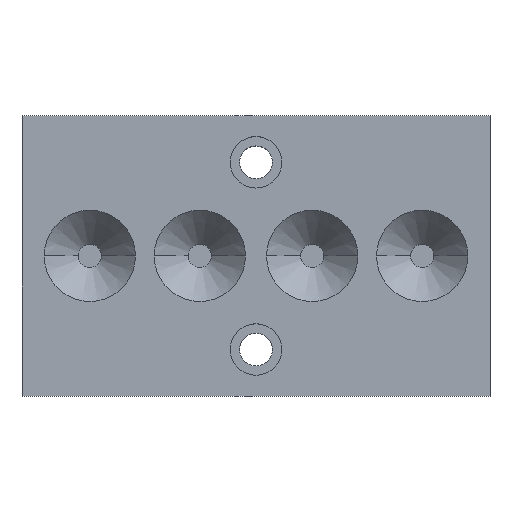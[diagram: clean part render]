
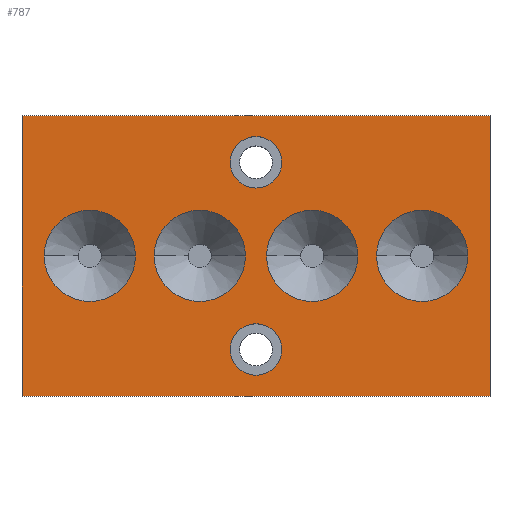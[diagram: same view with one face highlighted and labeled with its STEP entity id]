
A CAD part, top view. The second image highlights one B-rep face of the part: STEP entity #787.
In plain terms, the highlighted planar face has unit normal (0, 0, 1).
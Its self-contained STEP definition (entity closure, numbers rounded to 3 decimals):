
#420=CARTESIAN_POINT('POINT31',(-5330.,-600.,
   -9430.));
#421=VERTEX_POINT('VERTEX31',#420);
#428=CARTESIAN_POINT('POINT32',(-5330.,600.,
   -9430.));
#429=VERTEX_POINT('VERTEX32',#428);
#430=CARTESIAN_POINT('POS43',(-5330.,0.,-9430.
   ));
#431=DIRECTION('DIR68',(0.,1.,0.));
#432=VECTOR('VEC18',#431,25.4);
#433=LINE('STRAIGHT18',#430,#432);
#434=EDGE_CURVE('EDGE44',#421,#429,#433,.T.);
#452=CARTESIAN_POINT('POINT33',(-3330.,600.,
   -9430.));
#453=VERTEX_POINT('VERTEX33',#452);
#454=CARTESIAN_POINT('POS46',(-4330.,600.,-9430.));
#455=DIRECTION('DIR72',(1.,0.,0.));
#456=VECTOR('VEC20',#455,25.4);
#457=LINE('STRAIGHT20',#454,#456);
#458=EDGE_CURVE('EDGE46',#429,#453,#457,.T.);
#477=CARTESIAN_POINT('POINT34',(-3330.,-600.,
   -9430.));
#478=VERTEX_POINT('VERTEX34',#477);
#479=CARTESIAN_POINT('POS49',(-3330.,0.,-9430.
   ));
#480=DIRECTION('DIR76',(0.,-1.,0.));
#481=VECTOR('VEC22',#480,25.4);
#482=LINE('STRAIGHT22',#479,#481);
#483=EDGE_CURVE('EDGE48',#453,#478,#482,.T.);
#500=CARTESIAN_POINT('POS52',(-4330.,-600.,-9430.));
#501=DIRECTION('DIR80',(-1.,0.,0.));
#502=VECTOR('VEC24',#501,25.4);
#503=LINE('STRAIGHT24',#500,#502);
#504=EDGE_CURVE('EDGE50',#478,#421,#503,.T.);
#516=CARTESIAN_POINT('POINT35',(-4220.,-400.,
   -9430.));
#517=VERTEX_POINT('VERTEX35',#516);
#525=CARTESIAN_POINT('POINT36',(-4440.,-400.,-9430.));
#526=VERTEX_POINT('VERTEX36',#525);
#533=CARTESIAN_POINT('POS56',(-4330.,-400.,-9430.));
#534=DIRECTION('DIR85',(0.,0.,1.));
#535=DIRECTION('DIR86',(1.,0.,0.));
#536=AXIS2_PLACEMENT_3D('AXIS30',#533,#534,#535);
#537=CIRCLE('ELLIPSE14',#536,110.);
#538=EDGE_CURVE('EDGE53',#526,#517,#537,.T.);
#549=EDGE_CURVE('EDGE54',#517,#526,#537,.T.);
#556=CARTESIAN_POINT('POINT37',(-4845.,0.,-9430.));
#557=VERTEX_POINT('VERTEX37',#556);
#565=CARTESIAN_POINT('POINT38',(-5235.,
   0.,-9430.));
#566=VERTEX_POINT('VERTEX38',#565);
#573=CARTESIAN_POINT('POS60',(-5040.,0.,-9430.
   ));
#574=DIRECTION('DIR91',(0.,0.,1.));
#575=DIRECTION('DIR92',(1.,0.,0.));
#576=AXIS2_PLACEMENT_3D('AXIS32',#573,#574,#575);
#577=CIRCLE('ELLIPSE15',#576,195.);
#578=EDGE_CURVE('EDGE57',#566,#557,#577,.T.);
#589=EDGE_CURVE('EDGE58',#557,#566,#577,.T.);
#596=CARTESIAN_POINT('POINT39',(-4375.,0.,-9430.));
#597=VERTEX_POINT('VERTEX39',#596);
#605=CARTESIAN_POINT('POINT40',(-4765.,
   0.,-9430.));
#606=VERTEX_POINT('VERTEX40',#605);
#613=CARTESIAN_POINT('POS64',(-4570.,0.,-9430.
   ));
#614=DIRECTION('DIR97',(0.,0.,1.));
#615=DIRECTION('DIR98',(1.,0.,0.));
#616=AXIS2_PLACEMENT_3D('AXIS34',#613,#614,#615);
#617=CIRCLE('ELLIPSE16',#616,195.);
#618=EDGE_CURVE('EDGE61',#606,#597,#617,.T.);
#629=EDGE_CURVE('EDGE62',#597,#606,#617,.T.);
#636=CARTESIAN_POINT('POINT41',(-3895.,0.,
   -9430.));
#637=VERTEX_POINT('VERTEX41',#636);
#645=CARTESIAN_POINT('POINT42',(-4285.,0.,
   -9430.));
#646=VERTEX_POINT('VERTEX42',#645);
#653=CARTESIAN_POINT('POS68',(-4090.,0.,-9430.));
#654=DIRECTION('DIR103',(0.,0.,1.));
#655=DIRECTION('DIR104',(1.,0.,0.));
#656=AXIS2_PLACEMENT_3D('AXIS36',#653,#654,#655);
#657=CIRCLE('ELLIPSE17',#656,195.);
#658=EDGE_CURVE('EDGE65',#646,#637,#657,.T.);
#669=EDGE_CURVE('EDGE66',#637,#646,#657,.T.);
#676=CARTESIAN_POINT('POINT43',(-3425.,0.,
   -9430.));
#677=VERTEX_POINT('VERTEX43',#676);
#685=CARTESIAN_POINT('POINT44',(-3815.,0.,
   -9430.));
#686=VERTEX_POINT('VERTEX44',#685);
#693=CARTESIAN_POINT('POS72',(-3620.,0.,-9430.));
#694=DIRECTION('DIR109',(0.,0.,1.));
#695=DIRECTION('DIR110',(1.,0.,0.));
#696=AXIS2_PLACEMENT_3D('AXIS38',#693,#694,#695);
#697=CIRCLE('ELLIPSE18',#696,195.);
#698=EDGE_CURVE('EDGE69',#686,#677,#697,.T.);
#709=EDGE_CURVE('EDGE70',#677,#686,#697,.T.);
#741=ORIENTED_EDGE('COEDGE129',*,*,#709,.F.);
#742=ORIENTED_EDGE('COEDGE130',*,*,#698,.F.);
#743=EDGE_LOOP('NONE',(#741,#742));
#744=FACE_BOUND('LOOP1',#743,.T.);
#745=ORIENTED_EDGE('COEDGE131',*,*,#669,.F.);
#746=ORIENTED_EDGE('COEDGE132',*,*,#658,.F.);
#747=EDGE_LOOP('NONE',(#745,#746));
#748=FACE_BOUND('LOOP1',#747,.T.);
#749=ORIENTED_EDGE('COEDGE133',*,*,#629,.F.);
#750=ORIENTED_EDGE('COEDGE134',*,*,#618,.F.);
#751=EDGE_LOOP('NONE',(#749,#750));
#752=FACE_BOUND('LOOP1',#751,.T.);
#753=ORIENTED_EDGE('COEDGE135',*,*,#589,.F.);
#754=ORIENTED_EDGE('COEDGE136',*,*,#578,.F.);
#755=EDGE_LOOP('NONE',(#753,#754));
#756=FACE_BOUND('LOOP1',#755,.T.);
#757=ORIENTED_EDGE('COEDGE137',*,*,#549,.F.);
#758=ORIENTED_EDGE('COEDGE138',*,*,#538,.F.);
#759=EDGE_LOOP('NONE',(#757,#758));
#760=FACE_BOUND('LOOP1',#759,.T.);
#761=CARTESIAN_POINT('POINT47',(-4220.,400.,
   -9430.));
#762=VERTEX_POINT('VERTEX47',#761);
#763=CARTESIAN_POINT('POINT48',(-4440.,400.,-9430.));
#764=VERTEX_POINT('VERTEX48',#763);
#765=CARTESIAN_POINT('POS76',(-4330.,400.,-9430.));
#766=DIRECTION('DIR117',(0.,0.,1.));
#767=DIRECTION('DIR118',(1.,0.,0.));
#768=AXIS2_PLACEMENT_3D('AXIS42',#765,#766,#767);
#769=CIRCLE('ELLIPSE20',#768,110.);
#770=EDGE_CURVE('EDGE73',#762,#764,#769,.T.);
#771=ORIENTED_EDGE('COEDGE139',*,*,#770,.F.);
#772=EDGE_CURVE('EDGE74',#764,#762,#769,.T.);
#773=ORIENTED_EDGE('COEDGE140',*,*,#772,.F.);
#774=EDGE_LOOP('NONE',(#771,#773));
#775=FACE_BOUND('LOOP1',#774,.T.);
#776=ORIENTED_EDGE('COEDGE141',*,*,#504,.F.);
#777=ORIENTED_EDGE('COEDGE142',*,*,#483,.F.);
#778=ORIENTED_EDGE('COEDGE143',*,*,#458,.F.);
#779=ORIENTED_EDGE('COEDGE144',*,*,#434,.F.);
#780=EDGE_LOOP('NONE',(#776,#777,#778,#779));
#781=FACE_BOUND('LOOP1',#780,.T.);
#782=CARTESIAN_POINT('POS77',(-4330.,0.,-9430.));
#783=DIRECTION('DIR119',(0.,0.,1.));
#784=DIRECTION('DIR120',(1.,0.,0.));
#785=AXIS2_PLACEMENT_3D('AXIS43',#782,#783,#784);
#786=PLANE('PLANE12',#785);
#787=ADVANCED_FACE('FACE34',(#744,#748,#752,#756,#760,#775,#781),#786,
   .T.);
